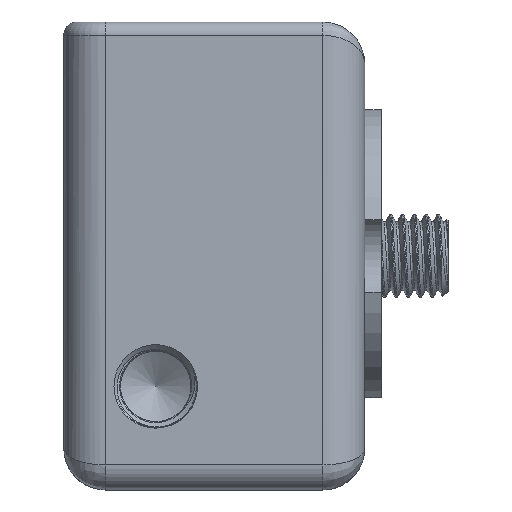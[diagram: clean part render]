
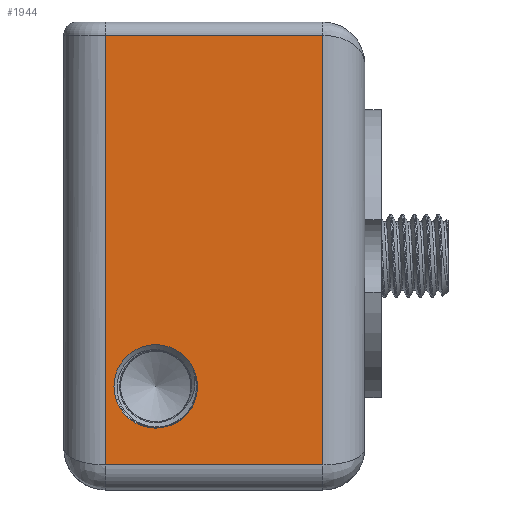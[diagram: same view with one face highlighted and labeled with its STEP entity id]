
A CAD part, left-side view. The second image highlights one B-rep face of the part: STEP entity #1944.
In plain terms, the highlighted planar face has unit normal (-1, 0, 0).
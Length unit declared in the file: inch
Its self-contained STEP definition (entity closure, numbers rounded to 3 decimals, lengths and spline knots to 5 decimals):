
#212=LINE('',#11987,#263);
#217=LINE('',#12031,#268);
#218=LINE('',#12087,#269);
#219=LINE('',#12121,#270);
#263=VECTOR('',#2574,0.3937);
#268=VECTOR('',#2591,0.3937);
#269=VECTOR('',#2640,0.3937);
#270=VECTOR('',#2647,0.3937);
#306=PLANE('',#2214);
#372=FACE_BOUND('',#653,.T.);
#482=FACE_OUTER_BOUND('',#652,.T.);
#652=EDGE_LOOP('',(#1578,#1579,#1580,#1581));
#653=EDGE_LOOP('',(#1582));
#759=CIRCLE('',#2147,0.125);
#891=VERTEX_POINT('',#7201);
#929=VERTEX_POINT('',#11979);
#931=VERTEX_POINT('',#11985);
#934=VERTEX_POINT('',#12030);
#935=VERTEX_POINT('',#12085);
#1078=EDGE_CURVE('',#891,#891,#759,.T.);
#1139=EDGE_CURVE('',#931,#929,#212,.T.);
#1147=EDGE_CURVE('',#929,#934,#217,.T.);
#1163=EDGE_CURVE('',#934,#935,#218,.T.);
#1166=EDGE_CURVE('',#935,#931,#219,.T.);
#1578=ORIENTED_EDGE('',*,*,#1139,.F.);
#1579=ORIENTED_EDGE('',*,*,#1166,.F.);
#1580=ORIENTED_EDGE('',*,*,#1163,.F.);
#1581=ORIENTED_EDGE('',*,*,#1147,.F.);
#1582=ORIENTED_EDGE('',*,*,#1078,.T.);
#1944=ADVANCED_FACE('',(#482,#372),#306,.T.);
#2147=AXIS2_PLACEMENT_3D('',#7202,#2490,#2491);
#2214=AXIS2_PLACEMENT_3D('',#12120,#2645,#2646);
#2490=DIRECTION('center_axis',(1.,0.,0.));
#2491=DIRECTION('ref_axis',(0.,1.,0.));
#2574=DIRECTION('',(0.,1.,0.));
#2591=DIRECTION('',(0.,0.,1.));
#2640=DIRECTION('',(0.,-1.,0.));
#2645=DIRECTION('center_axis',(-1.,0.,0.));
#2646=DIRECTION('ref_axis',(0.,0.,1.));
#2647=DIRECTION('',(0.,0.,-1.));
#7201=CARTESIAN_POINT('',(-0.7,0.5,-0.39));
#7202=CARTESIAN_POINT('Origin',(-0.7,0.625,-0.39));
#11979=CARTESIAN_POINT('',(-0.7,0.775,-0.625));
#11985=CARTESIAN_POINT('',(-0.7,0.125,-0.625));
#11987=CARTESIAN_POINT('',(-0.7,0.,-0.625));
#12030=CARTESIAN_POINT('',(-0.7,0.775,0.66));
#12031=CARTESIAN_POINT('',(-0.7,0.775,-0.35));
#12085=CARTESIAN_POINT('',(-0.7,0.125,0.66));
#12087=CARTESIAN_POINT('',(-0.7,0.,0.66));
#12120=CARTESIAN_POINT('Origin',(-0.7,0.,-0.7));
#12121=CARTESIAN_POINT('',(-0.7,0.125,-0.35));
